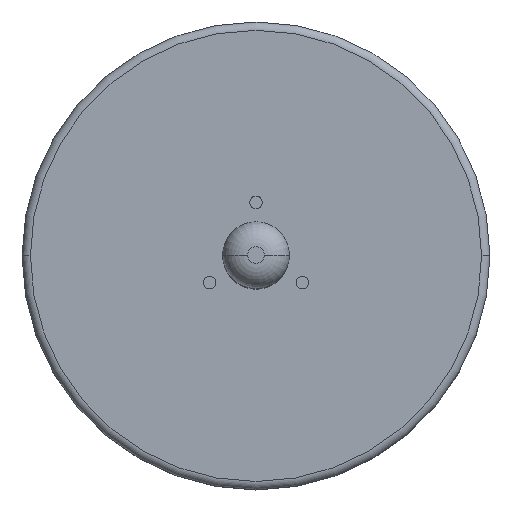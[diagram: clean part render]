
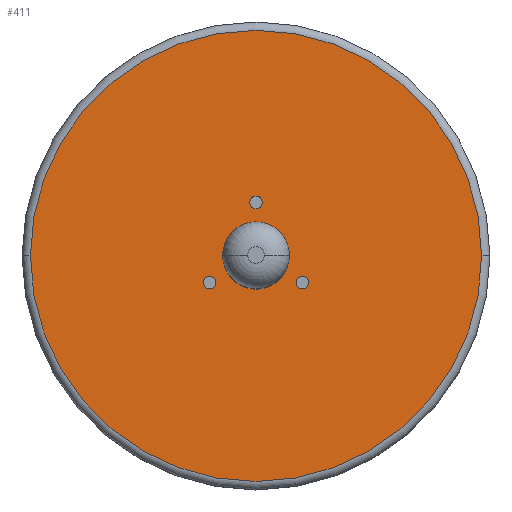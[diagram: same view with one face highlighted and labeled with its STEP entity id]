
A CAD part, top view. The second image highlights one B-rep face of the part: STEP entity #411.
In plain terms, the highlighted planar face has unit normal (0, 0, 1).
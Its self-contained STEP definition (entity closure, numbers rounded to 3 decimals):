
#6 = ORIENTED_EDGE ( 'NONE', *, *, #722, .F. ) ;
#7 = VERTEX_POINT ( 'NONE', #330 ) ;
#8 = VERTEX_POINT ( 'NONE', #782 ) ;
#43 = DIRECTION ( 'NONE',  ( 1., 0., 0. ) ) ;
#64 = DIRECTION ( 'NONE',  ( 0., 0., 1. ) ) ;
#75 = CARTESIAN_POINT ( 'NONE',  ( 0.75, 6.409, 35.1 ) ) ;
#78 = EDGE_LOOP ( 'NONE', ( #337, #763 ) ) ;
#83 = CIRCLE ( 'NONE', #194, 3.995 ) ;
#88 = DIRECTION ( 'NONE',  ( -1., 0., 0. ) ) ;
#93 = VERTEX_POINT ( 'NONE', #870 ) ;
#94 = ORIENTED_EDGE ( 'NONE', *, *, #246, .F. ) ;
#98 = ORIENTED_EDGE ( 'NONE', *, *, #166, .F. ) ;
#117 = EDGE_LOOP ( 'NONE', ( #6, #94 ) ) ;
#125 = CARTESIAN_POINT ( 'NONE',  ( -5.55, -3.204, 35.1 ) ) ;
#135 = DIRECTION ( 'NONE',  ( 0., 0., 1. ) ) ;
#144 = EDGE_LOOP ( 'NONE', ( #421, #540 ) ) ;
#166 = EDGE_CURVE ( 'NONE', #8, #363, #698, .T. ) ;
#194 = AXIS2_PLACEMENT_3D ( 'NONE', #806, #685, #88 ) ;
#197 = FACE_BOUND ( 'NONE', #78, .T. ) ;
#207 = CARTESIAN_POINT ( 'NONE',  ( -5.55, -3.204, 35.1 ) ) ;
#210 = AXIS2_PLACEMENT_3D ( 'NONE', #938, #286, #437 ) ;
#216 = AXIS2_PLACEMENT_3D ( 'NONE', #436, #259, #714 ) ;
#222 = DIRECTION ( 'NONE',  ( -1., 0., 0. ) ) ;
#227 = CARTESIAN_POINT ( 'NONE',  ( -4.8, -3.204, 35.1 ) ) ;
#229 = EDGE_CURVE ( 'NONE', #835, #508, #833, .T. ) ;
#231 = CIRCLE ( 'NONE', #894, 27. ) ;
#246 = EDGE_CURVE ( 'NONE', #93, #871, #814, .T. ) ;
#255 = CARTESIAN_POINT ( 'NONE',  ( 0., 6.409, 35.1 ) ) ;
#259 = DIRECTION ( 'NONE',  ( 0., 0., 1. ) ) ;
#262 = DIRECTION ( 'NONE',  ( 0., 0., -1. ) ) ;
#286 = DIRECTION ( 'NONE',  ( 0., 0., 1. ) ) ;
#288 = CARTESIAN_POINT ( 'NONE',  ( 27., 0., 35.1 ) ) ;
#293 = DIRECTION ( 'NONE',  ( -1., 0., 0. ) ) ;
#318 = AXIS2_PLACEMENT_3D ( 'NONE', #125, #569, #43 ) ;
#330 = CARTESIAN_POINT ( 'NONE',  ( -3.995, 0., 35.1 ) ) ;
#337 = ORIENTED_EDGE ( 'NONE', *, *, #819, .F. ) ;
#341 = VERTEX_POINT ( 'NONE', #440 ) ;
#355 = EDGE_CURVE ( 'NONE', #363, #8, #375, .T. ) ;
#363 = VERTEX_POINT ( 'NONE', #890 ) ;
#366 = FACE_BOUND ( 'NONE', #117, .T. ) ;
#368 = CARTESIAN_POINT ( 'NONE',  ( -6.3, -3.204, 35.1 ) ) ;
#369 = PLANE ( 'NONE',  #501 ) ;
#375 = CIRCLE ( 'NONE', #216, 0.75 ) ;
#376 = DIRECTION ( 'NONE',  ( 1., 0., 0. ) ) ;
#380 = CIRCLE ( 'NONE', #801, 27. ) ;
#411 = ADVANCED_FACE ( 'NONE', ( #197, #366, #876, #681, #485 ), #369, .F. ) ;
#415 = EDGE_CURVE ( 'NONE', #341, #7, #83, .T. ) ;
#418 = AXIS2_PLACEMENT_3D ( 'NONE', #693, #886, #718 ) ;
#421 = ORIENTED_EDGE ( 'NONE', *, *, #947, .T. ) ;
#434 = CARTESIAN_POINT ( 'NONE',  ( 0., 0., 35.1 ) ) ;
#436 = CARTESIAN_POINT ( 'NONE',  ( 5.55, -3.204, 35.1 ) ) ;
#437 = DIRECTION ( 'NONE',  ( -1., 0., 0. ) ) ;
#440 = CARTESIAN_POINT ( 'NONE',  ( 3.995, 0., 35.1 ) ) ;
#450 = VERTEX_POINT ( 'NONE', #288 ) ;
#485 = FACE_OUTER_BOUND ( 'NONE', #144, .T. ) ;
#501 = AXIS2_PLACEMENT_3D ( 'NONE', #779, #262, #554 ) ;
#508 = VERTEX_POINT ( 'NONE', #368 ) ;
#510 = DIRECTION ( 'NONE',  ( 0., 0., 1. ) ) ;
#530 = AXIS2_PLACEMENT_3D ( 'NONE', #615, #135, #725 ) ;
#535 = EDGE_LOOP ( 'NONE', ( #599, #733 ) ) ;
#538 = ORIENTED_EDGE ( 'NONE', *, *, #355, .F. ) ;
#540 = ORIENTED_EDGE ( 'NONE', *, *, #831, .T. ) ;
#552 = DIRECTION ( 'NONE',  ( 0., 0., 1. ) ) ;
#554 = DIRECTION ( 'NONE',  ( -1., 0., 0. ) ) ;
#569 = DIRECTION ( 'NONE',  ( 0., 0., 1. ) ) ;
#573 = DIRECTION ( 'NONE',  ( 1., 0., 0. ) ) ;
#599 = ORIENTED_EDGE ( 'NONE', *, *, #229, .F. ) ;
#615 = CARTESIAN_POINT ( 'NONE',  ( 0., 6.409, 35.1 ) ) ;
#618 = CIRCLE ( 'NONE', #210, 3.995 ) ;
#650 = CARTESIAN_POINT ( 'NONE',  ( -27., 0., 35.1 ) ) ;
#662 = EDGE_CURVE ( 'NONE', #508, #835, #735, .T. ) ;
#681 = FACE_BOUND ( 'NONE', #535, .T. ) ;
#685 = DIRECTION ( 'NONE',  ( 0., 0., 1. ) ) ;
#693 = CARTESIAN_POINT ( 'NONE',  ( 5.55, -3.204, 35.1 ) ) ;
#698 = CIRCLE ( 'NONE', #418, 0.75 ) ;
#714 = DIRECTION ( 'NONE',  ( 1., 0., 0. ) ) ;
#718 = DIRECTION ( 'NONE',  ( 1., 0., 0. ) ) ;
#722 = EDGE_CURVE ( 'NONE', #871, #93, #853, .T. ) ;
#725 = DIRECTION ( 'NONE',  ( 1., 0., 0. ) ) ;
#733 = ORIENTED_EDGE ( 'NONE', *, *, #662, .F. ) ;
#735 = CIRCLE ( 'NONE', #862, 0.75 ) ;
#763 = ORIENTED_EDGE ( 'NONE', *, *, #415, .F. ) ;
#779 = CARTESIAN_POINT ( 'NONE',  ( 0., 28., 35.1 ) ) ;
#782 = CARTESIAN_POINT ( 'NONE',  ( 4.8, -3.204, 35.1 ) ) ;
#785 = AXIS2_PLACEMENT_3D ( 'NONE', #255, #64, #376 ) ;
#788 = EDGE_LOOP ( 'NONE', ( #538, #98 ) ) ;
#801 = AXIS2_PLACEMENT_3D ( 'NONE', #434, #510, #293 ) ;
#806 = CARTESIAN_POINT ( 'NONE',  ( 0., 0., 35.1 ) ) ;
#814 = CIRCLE ( 'NONE', #785, 0.75 ) ;
#819 = EDGE_CURVE ( 'NONE', #7, #341, #618, .T. ) ;
#831 = EDGE_CURVE ( 'NONE', #450, #921, #231, .T. ) ;
#833 = CIRCLE ( 'NONE', #318, 0.75 ) ;
#835 = VERTEX_POINT ( 'NONE', #227 ) ;
#853 = CIRCLE ( 'NONE', #530, 0.75 ) ;
#862 = AXIS2_PLACEMENT_3D ( 'NONE', #207, #552, #573 ) ;
#867 = DIRECTION ( 'NONE',  ( 0., 0., 1. ) ) ;
#869 = CARTESIAN_POINT ( 'NONE',  ( 0., 0., 35.1 ) ) ;
#870 = CARTESIAN_POINT ( 'NONE',  ( -0.75, 6.409, 35.1 ) ) ;
#871 = VERTEX_POINT ( 'NONE', #75 ) ;
#876 = FACE_BOUND ( 'NONE', #788, .T. ) ;
#886 = DIRECTION ( 'NONE',  ( 0., 0., 1. ) ) ;
#890 = CARTESIAN_POINT ( 'NONE',  ( 6.3, -3.204, 35.1 ) ) ;
#894 = AXIS2_PLACEMENT_3D ( 'NONE', #869, #867, #222 ) ;
#921 = VERTEX_POINT ( 'NONE', #650 ) ;
#938 = CARTESIAN_POINT ( 'NONE',  ( 0., 0., 35.1 ) ) ;
#947 = EDGE_CURVE ( 'NONE', #921, #450, #380, .T. ) ;
